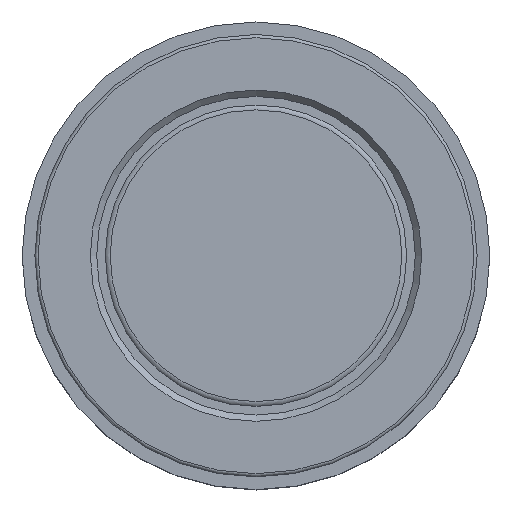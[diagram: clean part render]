
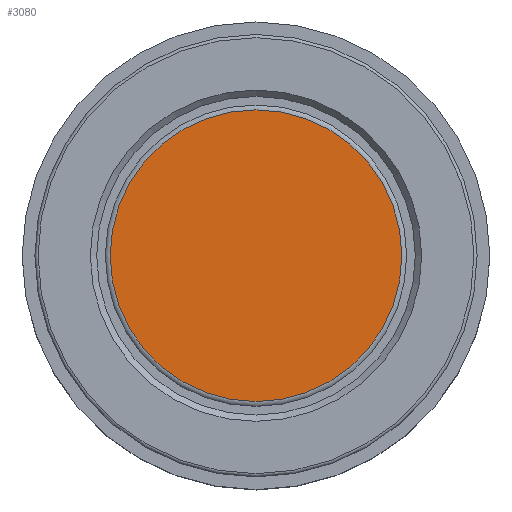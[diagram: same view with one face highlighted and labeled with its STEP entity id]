
A CAD part, top view. The second image highlights one B-rep face of the part: STEP entity #3080.
In plain terms, the highlighted planar face has unit normal (0, 0, 1).
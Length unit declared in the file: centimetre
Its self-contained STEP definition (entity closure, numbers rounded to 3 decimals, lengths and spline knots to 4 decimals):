
#744=PLANE('',#3317);
#936=FACE_OUTER_BOUND('',#1137,.T.);
#1137=EDGE_LOOP('',(#2628));
#1281=CIRCLE('',#3316,0.92);
#1531=VERTEX_POINT('',#4919);
#1922=EDGE_CURVE('',#1531,#1531,#1281,.T.);
#2628=ORIENTED_EDGE('',*,*,#1922,.F.);
#3080=ADVANCED_FACE('',(#936),#744,.F.);
#3316=AXIS2_PLACEMENT_3D('',#4920,#4005,#4006);
#3317=AXIS2_PLACEMENT_3D('',#4921,#4007,#4008);
#4005=DIRECTION('center_axis',(0.,0.,
-1.));
#4006=DIRECTION('ref_axis',(0.,1.,0.));
#4007=DIRECTION('center_axis',(0.,0.,
-1.));
#4008=DIRECTION('ref_axis',(0.,1.,0.));
#4919=CARTESIAN_POINT('',(0.,-0.92,1.6475));
#4920=CARTESIAN_POINT('Origin',(0.,0.,
1.6475));
#4921=CARTESIAN_POINT('Origin',(0.,0.,
1.6475));
